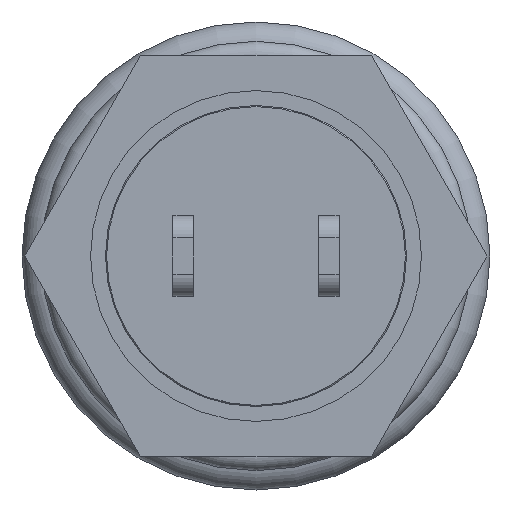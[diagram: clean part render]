
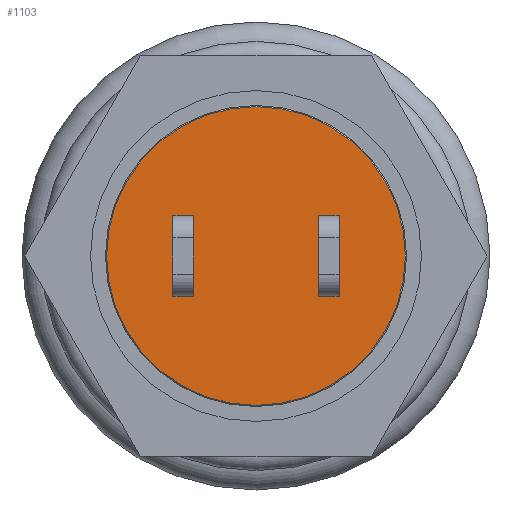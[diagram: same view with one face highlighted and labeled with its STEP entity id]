
A CAD part, front view. The second image highlights one B-rep face of the part: STEP entity #1103.
In plain terms, the highlighted planar face has unit normal (0, -1, 0).
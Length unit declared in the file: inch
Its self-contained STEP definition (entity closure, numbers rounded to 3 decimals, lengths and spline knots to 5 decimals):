
#46=FACE_BOUND('',#231,.T.);
#47=FACE_BOUND('',#232,.T.);
#102=CIRCLE('',#1238,0.205);
#162=FACE_OUTER_BOUND('',#230,.T.);
#230=EDGE_LOOP('',(#938));
#231=EDGE_LOOP('',(#939,#940,#941,#942));
#232=EDGE_LOOP('',(#943,#944,#945,#946));
#294=LINE('',#1751,#385);
#305=LINE('',#1780,#396);
#309=LINE('',#1792,#400);
#311=LINE('',#1795,#402);
#312=LINE('',#1797,#403);
#314=LINE('',#1802,#405);
#316=LINE('',#1805,#407);
#317=LINE('',#1807,#408);
#385=VECTOR('',#1433,0.3937);
#396=VECTOR('',#1460,0.3937);
#400=VECTOR('',#1472,0.3937);
#402=VECTOR('',#1476,0.3937);
#403=VECTOR('',#1479,0.3937);
#405=VECTOR('',#1483,0.3937);
#407=VECTOR('',#1487,0.3937);
#408=VECTOR('',#1490,0.3937);
#476=VERTEX_POINT('',#1748);
#477=VERTEX_POINT('',#1750);
#486=VERTEX_POINT('',#1777);
#487=VERTEX_POINT('',#1779);
#490=VERTEX_POINT('',#1789);
#491=VERTEX_POINT('',#1791);
#492=VERTEX_POINT('',#1799);
#493=VERTEX_POINT('',#1801);
#508=VERTEX_POINT('',#1884);
#601=EDGE_CURVE('',#477,#476,#294,.T.);
#615=EDGE_CURVE('',#487,#486,#305,.T.);
#621=EDGE_CURVE('',#491,#490,#309,.T.);
#623=EDGE_CURVE('',#490,#487,#311,.T.);
#624=EDGE_CURVE('',#486,#491,#312,.T.);
#626=EDGE_CURVE('',#493,#492,#314,.T.);
#628=EDGE_CURVE('',#492,#477,#316,.T.);
#629=EDGE_CURVE('',#476,#493,#317,.T.);
#654=EDGE_CURVE('',#508,#508,#102,.T.);
#938=ORIENTED_EDGE('',*,*,#654,.F.);
#939=ORIENTED_EDGE('',*,*,#623,.T.);
#940=ORIENTED_EDGE('',*,*,#615,.T.);
#941=ORIENTED_EDGE('',*,*,#624,.T.);
#942=ORIENTED_EDGE('',*,*,#621,.T.);
#943=ORIENTED_EDGE('',*,*,#626,.T.);
#944=ORIENTED_EDGE('',*,*,#628,.T.);
#945=ORIENTED_EDGE('',*,*,#601,.T.);
#946=ORIENTED_EDGE('',*,*,#629,.T.);
#982=PLANE('',#1239);
#1103=ADVANCED_FACE('',(#162,#46,#47),#982,.F.);
#1238=AXIS2_PLACEMENT_3D('',#1886,#1557,#1558);
#1239=AXIS2_PLACEMENT_3D('',#1887,#1559,#1560);
#1433=DIRECTION('',(0.,0.,1.));
#1460=DIRECTION('',(0.,0.,1.));
#1472=DIRECTION('',(0.,0.,-1.));
#1476=DIRECTION('',(-1.,0.,0.));
#1479=DIRECTION('',(1.,0.,0.));
#1483=DIRECTION('',(0.,0.,-1.));
#1487=DIRECTION('',(-1.,0.,0.));
#1490=DIRECTION('',(1.,0.,0.));
#1557=DIRECTION('center_axis',(0.,1.,0.));
#1558=DIRECTION('ref_axis',(-1.,0.,0.));
#1559=DIRECTION('center_axis',(0.,1.,0.));
#1560=DIRECTION('ref_axis',(0.,0.,1.));
#1748=CARTESIAN_POINT('',(-0.38762,-0.74874,0.055));
#1750=CARTESIAN_POINT('',(-0.38762,-0.74874,-0.055));
#1751=CARTESIAN_POINT('',(-0.38762,-0.74874,0.0275));
#1777=CARTESIAN_POINT('',(-0.58762,-0.74874,0.055));
#1779=CARTESIAN_POINT('',(-0.58762,-0.74874,-0.055));
#1780=CARTESIAN_POINT('',(-0.58762,-0.74874,0.0275));
#1789=CARTESIAN_POINT('',(-0.55962,-0.74874,-0.055));
#1791=CARTESIAN_POINT('',(-0.55962,-0.74874,0.055));
#1792=CARTESIAN_POINT('',(-0.55962,-0.74874,-0.0275));
#1795=CARTESIAN_POINT('',(-0.53062,-0.74874,-0.055));
#1797=CARTESIAN_POINT('',(-0.51662,-0.74874,0.055));
#1799=CARTESIAN_POINT('',(-0.35962,-0.74874,-0.055));
#1801=CARTESIAN_POINT('',(-0.35962,-0.74874,0.055));
#1802=CARTESIAN_POINT('',(-0.35962,-0.74874,-0.0275));
#1805=CARTESIAN_POINT('',(-0.43062,-0.74874,-0.055));
#1807=CARTESIAN_POINT('',(-0.41662,-0.74874,0.055));
#1884=CARTESIAN_POINT('',(-0.26862,-0.74874,0.));
#1886=CARTESIAN_POINT('Origin',(-0.47362,-0.74874,0.));
#1887=CARTESIAN_POINT('Origin',(-0.47362,-0.74874,0.));
